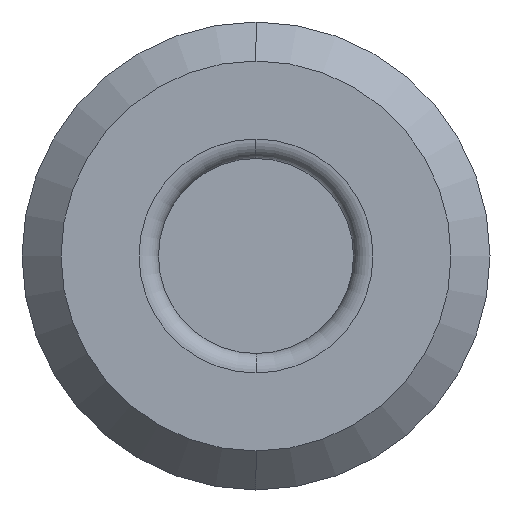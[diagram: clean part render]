
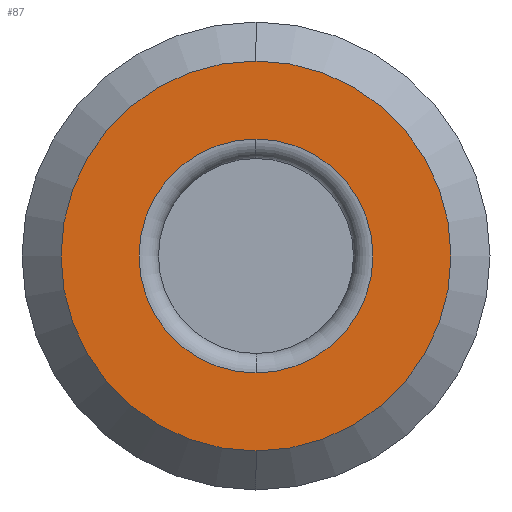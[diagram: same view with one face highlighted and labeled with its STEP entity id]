
A CAD part, left-side view. The second image highlights one B-rep face of the part: STEP entity #87.
In plain terms, the highlighted planar face has unit normal (-1, 0, 0).
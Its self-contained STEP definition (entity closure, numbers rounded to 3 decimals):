
#5 = CARTESIAN_POINT ( 'NONE',  ( 0., 0., 0. ) ) ;
#31 = CARTESIAN_POINT ( 'NONE',  ( 0., 0., -3. ) ) ;
#36 = ORIENTED_EDGE ( 'NONE', *, *, #556, .T. ) ;
#38 = AXIS2_PLACEMENT_3D ( 'NONE', #5, #52, #345 ) ;
#42 = CIRCLE ( 'NONE', #107, 5. ) ;
#52 = DIRECTION ( 'NONE',  ( 1., 0., 0. ) ) ;
#58 = CIRCLE ( 'NONE', #38, 3. ) ;
#59 = AXIS2_PLACEMENT_3D ( 'NONE', #459, #118, #116 ) ;
#64 = CARTESIAN_POINT ( 'NONE',  ( 0., 0., 0. ) ) ;
#70 = DIRECTION ( 'NONE',  ( 0., 0., -1. ) ) ;
#75 = EDGE_LOOP ( 'NONE', ( #110, #36 ) ) ;
#87 = ADVANCED_FACE ( 'NONE', ( #546, #391 ), #341, .F. ) ;
#107 = AXIS2_PLACEMENT_3D ( 'NONE', #417, #121, #70 ) ;
#110 = ORIENTED_EDGE ( 'NONE', *, *, #407, .T. ) ;
#116 = DIRECTION ( 'NONE',  ( 0., 0., -1. ) ) ;
#118 = DIRECTION ( 'NONE',  ( 1., 0., 0. ) ) ;
#121 = DIRECTION ( 'NONE',  ( -1., 0., 0. ) ) ;
#131 = DIRECTION ( 'NONE',  ( 0., 0., -1. ) ) ;
#150 = CARTESIAN_POINT ( 'NONE',  ( 0., 0., -5. ) ) ;
#168 = CIRCLE ( 'NONE', #59, 3. ) ;
#187 = EDGE_CURVE ( 'NONE', #534, #425, #58, .T. ) ;
#188 = DIRECTION ( 'NONE',  ( 0., 0., -1. ) ) ;
#199 = EDGE_LOOP ( 'NONE', ( #430, #263 ) ) ;
#219 = CARTESIAN_POINT ( 'NONE',  ( 0., 0., 0. ) ) ;
#263 = ORIENTED_EDGE ( 'NONE', *, *, #443, .T. ) ;
#285 = AXIS2_PLACEMENT_3D ( 'NONE', #219, #339, #131 ) ;
#298 = AXIS2_PLACEMENT_3D ( 'NONE', #64, #542, #188 ) ;
#303 = VERTEX_POINT ( 'NONE', #150 ) ;
#328 = CARTESIAN_POINT ( 'NONE',  ( 0., 0., 3. ) ) ;
#339 = DIRECTION ( 'NONE',  ( 1., 0., 0. ) ) ;
#341 = PLANE ( 'NONE',  #285 ) ;
#345 = DIRECTION ( 'NONE',  ( 0., 0., -1. ) ) ;
#373 = VERTEX_POINT ( 'NONE', #513 ) ;
#391 = FACE_OUTER_BOUND ( 'NONE', #75, .T. ) ;
#407 = EDGE_CURVE ( 'NONE', #303, #373, #42, .T. ) ;
#417 = CARTESIAN_POINT ( 'NONE',  ( 0., 0., 0. ) ) ;
#425 = VERTEX_POINT ( 'NONE', #328 ) ;
#429 = CIRCLE ( 'NONE', #298, 5. ) ;
#430 = ORIENTED_EDGE ( 'NONE', *, *, #187, .T. ) ;
#443 = EDGE_CURVE ( 'NONE', #425, #534, #168, .T. ) ;
#459 = CARTESIAN_POINT ( 'NONE',  ( 0., 0., 0. ) ) ;
#513 = CARTESIAN_POINT ( 'NONE',  ( 0., 0., 5. ) ) ;
#534 = VERTEX_POINT ( 'NONE', #31 ) ;
#542 = DIRECTION ( 'NONE',  ( -1., 0., 0. ) ) ;
#546 = FACE_BOUND ( 'NONE', #199, .T. ) ;
#556 = EDGE_CURVE ( 'NONE', #373, #303, #429, .T. ) ;
